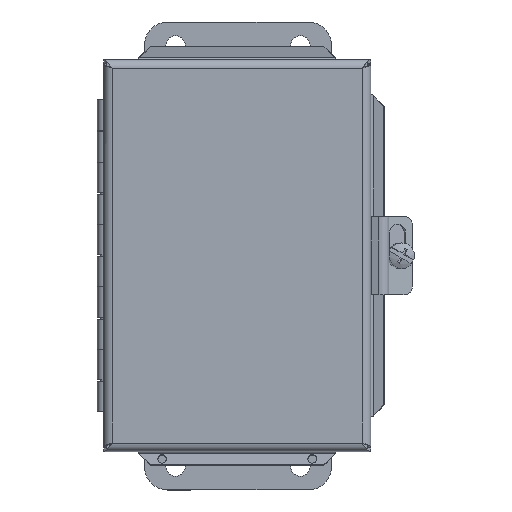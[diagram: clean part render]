
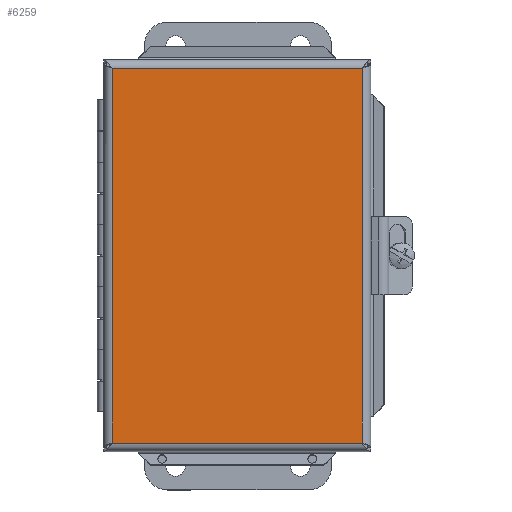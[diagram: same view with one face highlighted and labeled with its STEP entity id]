
A CAD part, top view. The second image highlights one B-rep face of the part: STEP entity #6259.
In plain terms, the highlighted planar face has unit normal (0, 0, 1).
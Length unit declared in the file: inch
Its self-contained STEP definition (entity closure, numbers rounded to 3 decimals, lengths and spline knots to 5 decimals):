
#751=PLANE('',#6960);
#1214=LINE('',#10653,#1820);
#1254=LINE('',#10921,#1860);
#1357=LINE('',#11321,#1963);
#1358=LINE('',#11323,#1964);
#1820=VECTOR('',#8185,0.3937);
#1860=VECTOR('',#8249,0.3937);
#1963=VECTOR('',#8520,0.3937);
#1964=VECTOR('',#8523,0.3937);
#2384=FACE_OUTER_BOUND('',#2768,.T.);
#2768=EDGE_LOOP('',(#5907,#5908,#5909,#5910));
#3284=VERTEX_POINT('',#10374);
#3315=VERTEX_POINT('',#10522);
#3343=VERTEX_POINT('',#10652);
#3363=VERTEX_POINT('',#10834);
#4075=EDGE_CURVE('',#3343,#3315,#1214,.T.);
#4126=EDGE_CURVE('',#3284,#3363,#1254,.T.);
#4259=EDGE_CURVE('',#3315,#3284,#1357,.T.);
#4260=EDGE_CURVE('',#3363,#3343,#1358,.T.);
#5907=ORIENTED_EDGE('',*,*,#4259,.T.);
#5908=ORIENTED_EDGE('',*,*,#4126,.T.);
#5909=ORIENTED_EDGE('',*,*,#4260,.T.);
#5910=ORIENTED_EDGE('',*,*,#4075,.T.);
#6259=ADVANCED_FACE('',(#2384),#751,.T.);
#6960=AXIS2_PLACEMENT_3D('',#11324,#8524,#8525);
#8185=DIRECTION('',(0.,-1.,0.));
#8249=DIRECTION('',(0.,1.,0.));
#8520=DIRECTION('',(1.,0.,0.));
#8523=DIRECTION('',(-1.,0.,0.));
#8524=DIRECTION('center_axis',(0.,0.,1.));
#8525=DIRECTION('ref_axis',(1.,0.,0.));
#10374=CARTESIAN_POINT('',(2.0035,-3.0035,0.059));
#10522=CARTESIAN_POINT('',(-2.0035,-3.0035,0.059));
#10652=CARTESIAN_POINT('',(-2.0035,3.0035,0.059));
#10653=CARTESIAN_POINT('',(-2.0035,1.50175,0.059));
#10834=CARTESIAN_POINT('',(2.0035,3.0035,0.059));
#10921=CARTESIAN_POINT('',(2.0035,-1.50175,0.059));
#11321=CARTESIAN_POINT('',(-1.00175,-3.0035,0.059));
#11323=CARTESIAN_POINT('',(1.00175,3.0035,0.059));
#11324=CARTESIAN_POINT('Origin',(0.,0.,
0.059));
